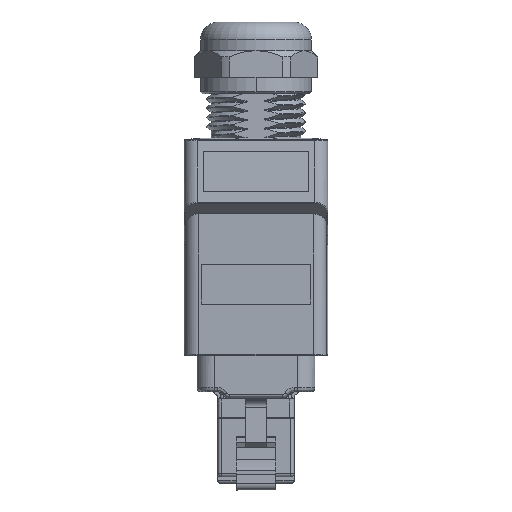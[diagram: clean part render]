
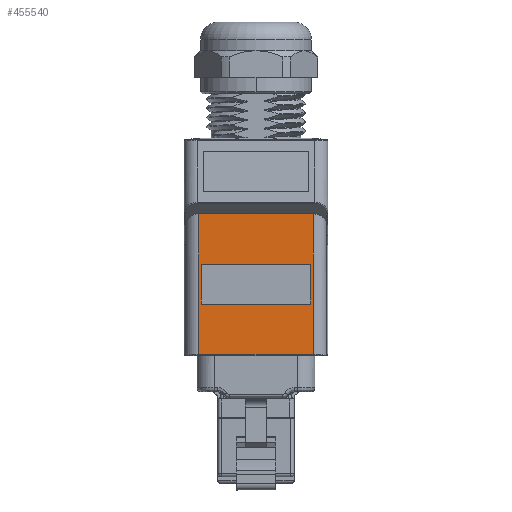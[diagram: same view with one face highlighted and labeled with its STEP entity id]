
A CAD part, top view. The second image highlights one B-rep face of the part: STEP entity #455540.
In plain terms, the highlighted face is planar.
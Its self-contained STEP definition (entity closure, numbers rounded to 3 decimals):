
#284130=CARTESIAN_POINT('',(-17.003,14.593,
-3.407));
#284140=VERTEX_POINT('',#284130);
#284170=CARTESIAN_POINT('',(-17.003,14.593,
1.373));
#284180=DIRECTION('',(0.,0.,1.));
#284190=VECTOR('',#284180,1.);
#284200=LINE('',#284170,#284190);
#284210=CARTESIAN_POINT('',(-17.003,14.593,
-24.927));
#284220=VERTEX_POINT('',#284210);
#284230=EDGE_CURVE('',#284220,#284140,#284200,.T.);
#444060=CARTESIAN_POINT('',(-34.603,14.593,
-3.407));
#444070=VERTEX_POINT('',#444060);
#444100=CARTESIAN_POINT('',(-23.788,14.593,
-3.407));
#444110=DIRECTION('',(1.,0.,0.));
#444120=VECTOR('',#444110,1.);
#444130=LINE('',#444100,#444120);
#444140=EDGE_CURVE('',#444070,#284140,#444130,.T.);
#444340=CARTESIAN_POINT('',(-34.603,14.593,
1.373));
#444350=DIRECTION('',(0.,0.,1.));
#444360=VECTOR('',#444350,1.);
#444370=LINE('',#444340,#444360);
#444380=CARTESIAN_POINT('',(-34.603,14.593,
-24.927));
#444390=VERTEX_POINT('',#444380);
#444400=EDGE_CURVE('',#444390,#444070,#444370,.T.);
#454500=CARTESIAN_POINT('',(-34.603,14.593,
-24.927));
#454510=CARTESIAN_POINT('',(-34.593,14.593,
-24.927));
#454520=CARTESIAN_POINT('',(-34.584,14.593,
-24.927));
#454530=CARTESIAN_POINT('',(-28.727,14.593,
-24.927));
#454540=CARTESIAN_POINT('',(-22.879,14.593,
-24.927));
#454550=CARTESIAN_POINT('',(-17.022,14.593,
-24.927));
#454560=CARTESIAN_POINT('',(-17.012,14.593,
-24.927));
#454570=CARTESIAN_POINT('',(-17.003,14.593,
-24.927));
#454580=B_SPLINE_CURVE_WITH_KNOTS('',3,(#454500,#454510,#454520,#454530,
#454540,#454550,#454560,#454570),.UNSPECIFIED.,.F.,.F.,(4,2,2,4),(0.,
0.028,17.572,17.6),.UNSPECIFIED.);
#454590=EDGE_CURVE('',#444390,#284220,#454580,.T.);
#454730=CARTESIAN_POINT('',(-36.803,14.593,
1.373));
#454740=DIRECTION('',(-0.,-1.,-0.));
#454750=DIRECTION('',(-1.,0.,0.));
#454760=AXIS2_PLACEMENT_3D('',#454730,#454740,#454750);
#454770=PLANE('',#454760);
#454780=CARTESIAN_POINT('',(-33.898,14.593,
-17.067));
#454790=DIRECTION('',(0.,1.,0.));
#454800=DIRECTION('',(-1.,0.,0.));
#454810=AXIS2_PLACEMENT_3D('',#454780,#454790,#454800);
#454820=CIRCLE('',#454810,0.3);
#454830=CARTESIAN_POINT('',(-33.898,14.593,
-17.367));
#454840=VERTEX_POINT('',#454830);
#454850=CARTESIAN_POINT('',(-34.198,14.593,
-17.067));
#454860=VERTEX_POINT('',#454850);
#454870=EDGE_CURVE('',#454840,#454860,#454820,.T.);
#454880=ORIENTED_EDGE('',*,*,#454870,.F.);
#454890=CARTESIAN_POINT('',(-34.198,14.593,
1.373));
#454900=DIRECTION('',(0.,0.,-1.));
#454910=VECTOR('',#454900,1.);
#454920=LINE('',#454890,#454910);
#454930=CARTESIAN_POINT('',(-34.198,14.593,
-11.467));
#454940=VERTEX_POINT('',#454930);
#454950=EDGE_CURVE('',#454940,#454860,#454920,.T.);
#454960=ORIENTED_EDGE('',*,*,#454950,.T.);
#454970=CARTESIAN_POINT('',(-33.898,14.593,
-11.467));
#454980=DIRECTION('',(0.,1.,0.));
#454990=DIRECTION('',(-1.,0.,0.));
#455000=AXIS2_PLACEMENT_3D('',#454970,#454980,#454990);
#455010=CIRCLE('',#455000,0.3);
#455020=CARTESIAN_POINT('',(-33.898,14.593,
-11.167));
#455030=VERTEX_POINT('',#455020);
#455040=EDGE_CURVE('',#454940,#455030,#455010,.T.);
#455050=ORIENTED_EDGE('',*,*,#455040,.F.);
#455060=CARTESIAN_POINT('',(-23.788,14.593,
-11.167));
#455070=DIRECTION('',(-1.,0.,0.));
#455080=VECTOR('',#455070,1.);
#455090=LINE('',#455060,#455080);
#455100=CARTESIAN_POINT('',(-17.708,14.593,
-11.167));
#455110=VERTEX_POINT('',#455100);
#455120=EDGE_CURVE('',#455110,#455030,#455090,.T.);
#455130=ORIENTED_EDGE('',*,*,#455120,.T.);
#455140=CARTESIAN_POINT('',(-17.708,14.593,
-11.467));
#455150=DIRECTION('',(0.,1.,0.));
#455160=DIRECTION('',(-1.,0.,0.));
#455170=AXIS2_PLACEMENT_3D('',#455140,#455150,#455160);
#455180=CIRCLE('',#455170,0.3);
#455190=CARTESIAN_POINT('',(-17.408,14.593,
-11.467));
#455200=VERTEX_POINT('',#455190);
#455210=EDGE_CURVE('',#455110,#455200,#455180,.T.);
#455220=ORIENTED_EDGE('',*,*,#455210,.F.);
#455230=CARTESIAN_POINT('',(-17.408,14.593,
1.373));
#455240=DIRECTION('',(0.,0.,1.));
#455250=VECTOR('',#455240,1.);
#455260=LINE('',#455230,#455250);
#455270=CARTESIAN_POINT('',(-17.408,14.593,
-17.067));
#455280=VERTEX_POINT('',#455270);
#455290=EDGE_CURVE('',#455280,#455200,#455260,.T.);
#455300=ORIENTED_EDGE('',*,*,#455290,.T.);
#455310=CARTESIAN_POINT('',(-17.708,14.593,
-17.067));
#455320=DIRECTION('',(0.,1.,0.));
#455330=DIRECTION('',(-1.,0.,0.));
#455340=AXIS2_PLACEMENT_3D('',#455310,#455320,#455330);
#455350=CIRCLE('',#455340,0.3);
#455360=CARTESIAN_POINT('',(-17.708,14.593,
-17.367));
#455370=VERTEX_POINT('',#455360);
#455380=EDGE_CURVE('',#455280,#455370,#455350,.T.);
#455390=ORIENTED_EDGE('',*,*,#455380,.F.);
#455400=CARTESIAN_POINT('',(-23.788,14.593,
-17.367));
#455410=DIRECTION('',(1.,0.,0.));
#455420=VECTOR('',#455410,1.);
#455430=LINE('',#455400,#455420);
#455440=EDGE_CURVE('',#454840,#455370,#455430,.T.);
#455450=ORIENTED_EDGE('',*,*,#455440,.T.);
#455460=EDGE_LOOP('',(#455450,#455390,#455300,#455220,#455130,#455050,
#454960,#454880));
#455470=FACE_BOUND('',#455460,.T.);
#455480=ORIENTED_EDGE('',*,*,#284230,.F.);
#455490=ORIENTED_EDGE('',*,*,#444140,.T.);
#455500=ORIENTED_EDGE('',*,*,#444400,.T.);
#455510=ORIENTED_EDGE('',*,*,#454590,.F.);
#455520=EDGE_LOOP('',(#455510,#455500,#455490,#455480));
#455530=FACE_OUTER_BOUND('',#455520,.T.);
#455540=ADVANCED_FACE('',(#455470,#455530),#454770,.F.);
